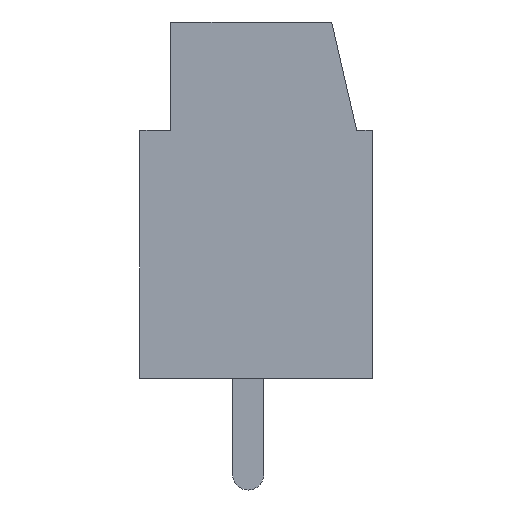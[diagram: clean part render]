
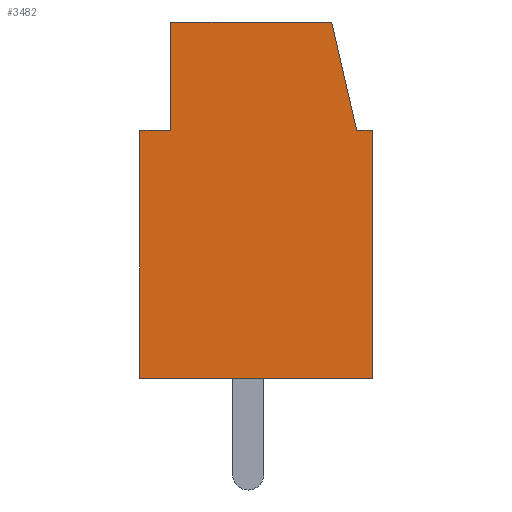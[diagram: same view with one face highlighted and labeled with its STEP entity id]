
A CAD part, left-side view. The second image highlights one B-rep face of the part: STEP entity #3482.
In plain terms, the highlighted planar face has unit normal (-1, 0, 0).
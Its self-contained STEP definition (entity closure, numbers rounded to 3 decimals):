
#251 = VERTEX_POINT('',#252);
#252 = CARTESIAN_POINT('',(0.,0.,8.));
#269 = VERTEX_POINT('',#270);
#270 = CARTESIAN_POINT('',(0.,0.5,8.));
#276 = EDGE_CURVE('',#251,#269,#277,.T.);
#277 = LINE('',#278,#279);
#278 = CARTESIAN_POINT('',(0.,4.,8.));
#279 = VECTOR('',#280,1.);
#280 = DIRECTION('',(0.,1.,0.));
#293 = VERTEX_POINT('',#294);
#294 = CARTESIAN_POINT('',(0.,7.5,0.));
#389 = VERTEX_POINT('',#390);
#390 = CARTESIAN_POINT('',(0.,0.,0.));
#396 = EDGE_CURVE('',#293,#389,#397,.T.);
#397 = LINE('',#398,#399);
#398 = CARTESIAN_POINT('',(0.,4.,0.));
#399 = VECTOR('',#400,1.);
#400 = DIRECTION('',(0.,-1.,-0.));
#411 = VERTEX_POINT('',#412);
#412 = CARTESIAN_POINT('',(0.,6.5,8.));
#429 = VERTEX_POINT('',#430);
#430 = CARTESIAN_POINT('',(0.,7.5,8.));
#436 = EDGE_CURVE('',#411,#429,#437,.T.);
#437 = LINE('',#438,#439);
#438 = CARTESIAN_POINT('',(0.,4.,8.));
#439 = VECTOR('',#440,1.);
#440 = DIRECTION('',(0.,1.,0.));
#457 = EDGE_CURVE('',#293,#429,#458,.T.);
#458 = LINE('',#459,#460);
#459 = CARTESIAN_POINT('',(0.,7.5,0.));
#460 = VECTOR('',#461,1.);
#461 = DIRECTION('',(-0.,-0.,1.));
#482 = VERTEX_POINT('',#483);
#483 = CARTESIAN_POINT('',(0.,1.308,11.5));
#489 = EDGE_CURVE('',#269,#482,#490,.T.);
#490 = LINE('',#491,#492);
#491 = CARTESIAN_POINT('',(0.,-1.347,0.));
#492 = VECTOR('',#493,1.);
#493 = DIRECTION('',(0.,0.225,0.974));
#512 = EDGE_CURVE('',#411,#513,#515,.T.);
#513 = VERTEX_POINT('',#514);
#514 = CARTESIAN_POINT('',(0.,6.5,11.5));
#515 = LINE('',#516,#517);
#516 = CARTESIAN_POINT('',(0.,6.5,0.));
#517 = VECTOR('',#518,1.);
#518 = DIRECTION('',(-0.,-0.,1.));
#541 = EDGE_CURVE('',#389,#251,#542,.T.);
#542 = LINE('',#543,#544);
#543 = CARTESIAN_POINT('',(0.,0.,0.));
#544 = VECTOR('',#545,1.);
#545 = DIRECTION('',(-0.,-0.,1.));
#797 = EDGE_CURVE('',#482,#513,#798,.T.);
#798 = LINE('',#799,#800);
#799 = CARTESIAN_POINT('',(0.,4.,11.5));
#800 = VECTOR('',#801,1.);
#801 = DIRECTION('',(0.,1.,0.));
#3482 = ADVANCED_FACE('',(#3483),#3493,.F.);
#3483 = FACE_BOUND('',#3484,.T.);
#3484 = EDGE_LOOP('',(#3485,#3486,#3487,#3488,#3489,#3490,#3491,#3492));
#3485 = ORIENTED_EDGE('',*,*,#396,.T.);
#3486 = ORIENTED_EDGE('',*,*,#541,.T.);
#3487 = ORIENTED_EDGE('',*,*,#276,.T.);
#3488 = ORIENTED_EDGE('',*,*,#489,.T.);
#3489 = ORIENTED_EDGE('',*,*,#797,.T.);
#3490 = ORIENTED_EDGE('',*,*,#512,.F.);
#3491 = ORIENTED_EDGE('',*,*,#436,.T.);
#3492 = ORIENTED_EDGE('',*,*,#457,.F.);
#3493 = PLANE('',#3494);
#3494 = AXIS2_PLACEMENT_3D('',#3495,#3496,#3497);
#3495 = CARTESIAN_POINT('',(0.,8.5,-5.11));
#3496 = DIRECTION('',(1.,0.,0.));
#3497 = DIRECTION('',(0.,0.,-1.));
